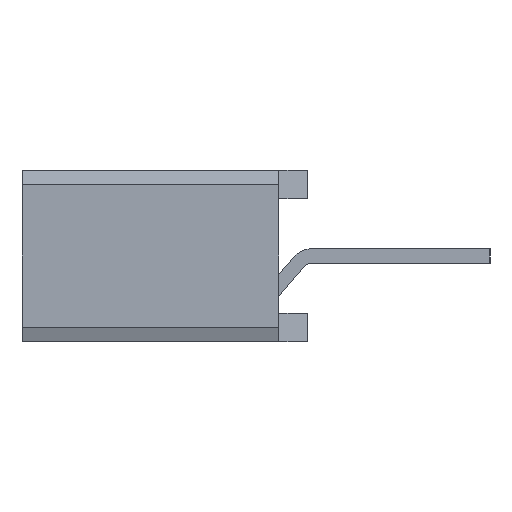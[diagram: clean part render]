
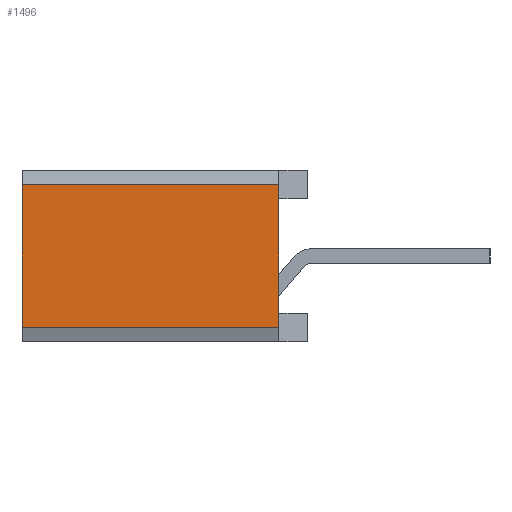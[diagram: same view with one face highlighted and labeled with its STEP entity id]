
A CAD part, left-side view. The second image highlights one B-rep face of the part: STEP entity #1496.
In plain terms, the highlighted planar face has unit normal (-1, 0, 0).
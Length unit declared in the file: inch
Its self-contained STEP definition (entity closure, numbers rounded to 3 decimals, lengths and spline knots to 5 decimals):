
#1496 = ADVANCED_FACE( '', ( #3153 ), #3154, .F. );
#3153 = FACE_OUTER_BOUND( '', #4931, .T. );
#3154 = PLANE( '', #4932 );
#4931 = EDGE_LOOP( '', ( #9574, #9575, #9576, #9577 ) );
#4932 = AXIS2_PLACEMENT_3D( '', #9578, #9579, #9580 );
#9574 = ORIENTED_EDGE( '', *, *, #12585, .T. );
#9575 = ORIENTED_EDGE( '', *, *, #11574, .T. );
#9576 = ORIENTED_EDGE( '', *, *, #12695, .T. );
#9577 = ORIENTED_EDGE( '', *, *, #12189, .F. );
#9578 = CARTESIAN_POINT( '', ( -0.8, 0.2, -0.06 ) );
#9579 = DIRECTION( '', ( 1., 0., 0. ) );
#9580 = DIRECTION( '', ( 0., 0., -1. ) );
#11574 = EDGE_CURVE( '', #14307, #14305, #14308, .T. );
#12189 = EDGE_CURVE( '', #15227, #15229, #15230, .T. );
#12585 = EDGE_CURVE( '', #15227, #14307, #15736, .T. );
#12695 = EDGE_CURVE( '', #14305, #15229, #15864, .T. );
#14305 = VERTEX_POINT( '', #18131 );
#14307 = VERTEX_POINT( '', #18134 );
#14308 = LINE( '', #18135, #18136 );
#15227 = VERTEX_POINT( '', #19521 );
#15229 = VERTEX_POINT( '', #19524 );
#15230 = LINE( '', #19525, #19526 );
#15736 = LINE( '', #20293, #20294 );
#15864 = LINE( '', #20471, #20472 );
#18131 = CARTESIAN_POINT( '', ( -0.8, 0.02, 0.05 ) );
#18134 = CARTESIAN_POINT( '', ( -0.8, 0.02, -0.05 ) );
#18135 = CARTESIAN_POINT( '', ( -0.8, 0.02, -0.04 ) );
#18136 = VECTOR( '', #21463, 39.37008 );
#19521 = CARTESIAN_POINT( '', ( -0.8, 0.2, -0.05 ) );
#19524 = CARTESIAN_POINT( '', ( -0.8, 0.2, 0.05 ) );
#19525 = CARTESIAN_POINT( '', ( -0.8, 0.2, -0.06 ) );
#19526 = VECTOR( '', #21979, 39.37008 );
#20293 = CARTESIAN_POINT( '', ( -0.8, 0.2, -0.05 ) );
#20294 = VECTOR( '', #22289, 39.37008 );
#20471 = CARTESIAN_POINT( '', ( -0.8, 0.2, 0.05 ) );
#20472 = VECTOR( '', #22357, 39.37008 );
#21463 = DIRECTION( '', ( 0., 0., 1. ) );
#21979 = DIRECTION( '', ( 0., 0., 1. ) );
#22289 = DIRECTION( '', ( 0., -1., 0. ) );
#22357 = DIRECTION( '', ( 0., 1., 0. ) );
